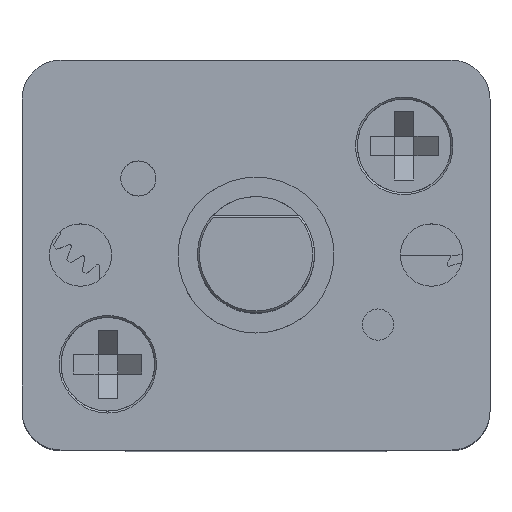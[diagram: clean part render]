
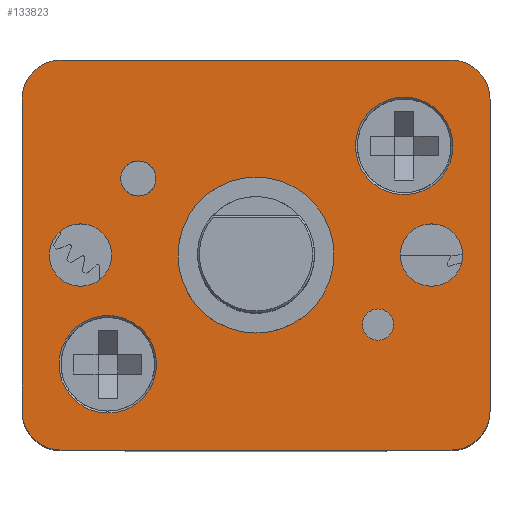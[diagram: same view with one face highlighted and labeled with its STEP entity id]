
A CAD part, top view. The second image highlights one B-rep face of the part: STEP entity #133823.
In plain terms, the highlighted planar face has unit normal (0, 0, 1).
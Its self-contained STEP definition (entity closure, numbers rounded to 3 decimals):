
#493 = AXIS2_PLACEMENT_3D ( 'NONE', #79884, #103880, #31711 ) ;
#1815 = CIRCLE ( 'NONE', #50682, 1. ) ;
#3329 = ORIENTED_EDGE ( 'NONE', *, *, #32809, .F. ) ;
#6131 = FACE_BOUND ( 'NONE', #10093, .T. ) ;
#6940 = DIRECTION ( 'NONE',  ( -1., 0., 0. ) ) ;
#10093 = EDGE_LOOP ( 'NONE', ( #15178 ) ) ;
#10778 = CARTESIAN_POINT ( 'NONE',  ( 6., -5., 12.5 ) ) ;
#10887 = ORIENTED_EDGE ( 'NONE', *, *, #147390, .F. ) ;
#14888 = EDGE_CURVE ( 'NONE', #37443, #70786, #151518, .T. ) ;
#15178 = ORIENTED_EDGE ( 'NONE', *, *, #127471, .T. ) ;
#15622 = CARTESIAN_POINT ( 'NONE',  ( 6., 5., 12.5 ) ) ;
#17609 = ORIENTED_EDGE ( 'NONE', *, *, #93040, .F. ) ;
#18544 = EDGE_LOOP ( 'NONE', ( #71680 ) ) ;
#18549 = VERTEX_POINT ( 'NONE', #59054 ) ;
#21776 = CIRCLE ( 'NONE', #493, 1.25 ) ;
#24097 = EDGE_CURVE ( 'NONE', #62388, #62388, #150551, .T. ) ;
#24550 = EDGE_CURVE ( 'NONE', #48464, #27312, #1815, .T. ) ;
#24720 = CARTESIAN_POINT ( 'NONE',  ( -5., 5., 12.5 ) ) ;
#24824 = DIRECTION ( 'NONE',  ( 0., 0., -1. ) ) ;
#25199 = ORIENTED_EDGE ( 'NONE', *, *, #107063, .T. ) ;
#25685 = CARTESIAN_POINT ( 'NONE',  ( -5.05, -2.8, 12.5 ) ) ;
#27312 = VERTEX_POINT ( 'NONE', #141760 ) ;
#28213 = DIRECTION ( 'NONE',  ( 1., 0., 0. ) ) ;
#28644 = AXIS2_PLACEMENT_3D ( 'NONE', #149940, #102847, #44027 ) ;
#28719 = CARTESIAN_POINT ( 'NONE',  ( 3.128, -1.782, 12.5 ) ) ;
#29526 = CARTESIAN_POINT ( 'NONE',  ( 0., 0., 12.5 ) ) ;
#29835 = VECTOR ( 'NONE', #69856, 1000. ) ;
#31711 = DIRECTION ( 'NONE',  ( -1., 0., 0. ) ) ;
#31715 = DIRECTION ( 'NONE',  ( 0., 0., -1. ) ) ;
#32722 = AXIS2_PLACEMENT_3D ( 'NONE', #36427, #71218, #117261 ) ;
#32789 = CARTESIAN_POINT ( 'NONE',  ( 5., -5., 12.5 ) ) ;
#32809 = EDGE_CURVE ( 'NONE', #70786, #114440, #65249, .T. ) ;
#32841 = AXIS2_PLACEMENT_3D ( 'NONE', #83448, #58882, #140759 ) ;
#33686 = FACE_BOUND ( 'NONE', #87647, .T. ) ;
#34975 = CARTESIAN_POINT ( 'NONE',  ( -3.7, 0., 12.5 ) ) ;
#35576 = ORIENTED_EDGE ( 'NONE', *, *, #126029, .T. ) ;
#36147 = CIRCLE ( 'NONE', #38831, 0.8 ) ;
#36427 = CARTESIAN_POINT ( 'NONE',  ( 5., -4., 12.5 ) ) ;
#37443 = VERTEX_POINT ( 'NONE', #84397 ) ;
#38831 = AXIS2_PLACEMENT_3D ( 'NONE', #93590, #106273, #82845 ) ;
#39480 = ORIENTED_EDGE ( 'NONE', *, *, #24550, .F. ) ;
#42379 = EDGE_CURVE ( 'NONE', #114440, #48464, #53887, .T. ) ;
#44027 = DIRECTION ( 'NONE',  ( 1., 0., 0. ) ) ;
#45810 = ORIENTED_EDGE ( 'NONE', *, *, #24097, .T. ) ;
#46228 = CIRCLE ( 'NONE', #49350, 2. ) ;
#48464 = VERTEX_POINT ( 'NONE', #125346 ) ;
#49082 = DIRECTION ( 'NONE',  ( 0., 0., -1. ) ) ;
#49350 = AXIS2_PLACEMENT_3D ( 'NONE', #29526, #89980, #6940 ) ;
#49386 = EDGE_LOOP ( 'NONE', ( #35576 ) ) ;
#50682 = AXIS2_PLACEMENT_3D ( 'NONE', #55352, #31715, #66045 ) ;
#50929 = VECTOR ( 'NONE', #98046, 1000. ) ;
#52205 = ORIENTED_EDGE ( 'NONE', *, *, #14888, .F. ) ;
#53887 = LINE ( 'NONE', #128152, #29835 ) ;
#54667 = VERTEX_POINT ( 'NONE', #71835 ) ;
#55183 = DIRECTION ( 'NONE',  ( 0., 1., 0. ) ) ;
#55352 = CARTESIAN_POINT ( 'NONE',  ( 5., 4., 12.5 ) ) ;
#58882 = DIRECTION ( 'NONE',  ( 0., 0., -1. ) ) ;
#59054 = CARTESIAN_POINT ( 'NONE',  ( -5., -5., 12.5 ) ) ;
#62284 = CIRCLE ( 'NONE', #32841, 1. ) ;
#62388 = VERTEX_POINT ( 'NONE', #34975 ) ;
#65249 = CIRCLE ( 'NONE', #116561, 1. ) ;
#65944 = EDGE_CURVE ( 'NONE', #67826, #67826, #21776, .T. ) ;
#66045 = DIRECTION ( 'NONE',  ( 1., 0., 0. ) ) ;
#66412 = DIRECTION ( 'NONE',  ( 0., 0., -1. ) ) ;
#66805 = AXIS2_PLACEMENT_3D ( 'NONE', #95060, #24824, #142110 ) ;
#67826 = VERTEX_POINT ( 'NONE', #105567 ) ;
#69336 = VERTEX_POINT ( 'NONE', #25685 ) ;
#69856 = DIRECTION ( 'NONE',  ( 1., 0., 0. ) ) ;
#70758 = CIRCLE ( 'NONE', #28644, 0.45 ) ;
#70786 = VERTEX_POINT ( 'NONE', #98629 ) ;
#71218 = DIRECTION ( 'NONE',  ( 0., 0., -1. ) ) ;
#71680 = ORIENTED_EDGE ( 'NONE', *, *, #117302, .T. ) ;
#71835 = CARTESIAN_POINT ( 'NONE',  ( 5.3, 0., 12.5 ) ) ;
#72300 = EDGE_CURVE ( 'NONE', #18549, #37443, #62284, .T. ) ;
#78827 = VERTEX_POINT ( 'NONE', #104096 ) ;
#79558 = FACE_OUTER_BOUND ( 'NONE', #112688, .T. ) ;
#79884 = CARTESIAN_POINT ( 'NONE',  ( 3.8, 2.8, 12.5 ) ) ;
#80527 = AXIS2_PLACEMENT_3D ( 'NONE', #143267, #49082, #130967 ) ;
#81798 = ORIENTED_EDGE ( 'NONE', *, *, #42379, .F. ) ;
#81984 = CIRCLE ( 'NONE', #80527, 1.25 ) ;
#82269 = PLANE ( 'NONE',  #66805 ) ;
#82544 = EDGE_CURVE ( 'NONE', #78827, #78827, #89019, .T. ) ;
#82629 = VERTEX_POINT ( 'NONE', #32789 ) ;
#82845 = DIRECTION ( 'NONE',  ( 1., 0., 0. ) ) ;
#83448 = CARTESIAN_POINT ( 'NONE',  ( -5., -4., 12.5 ) ) ;
#84397 = CARTESIAN_POINT ( 'NONE',  ( -6., -4., 12.5 ) ) ;
#87647 = EDGE_LOOP ( 'NONE', ( #131093 ) ) ;
#88628 = FACE_BOUND ( 'NONE', #18544, .T. ) ;
#89019 = CIRCLE ( 'NONE', #150167, 0.4 ) ;
#89565 = ORIENTED_EDGE ( 'NONE', *, *, #127935, .F. ) ;
#89980 = DIRECTION ( 'NONE',  ( 0., 0., -1. ) ) ;
#93040 = EDGE_CURVE ( 'NONE', #132894, #82629, #151055, .T. ) ;
#93535 = EDGE_LOOP ( 'NONE', ( #45810 ) ) ;
#93590 = CARTESIAN_POINT ( 'NONE',  ( 4.5, 0., 12.5 ) ) ;
#95060 = CARTESIAN_POINT ( 'NONE',  ( -6., 5., 12.5 ) ) ;
#96036 = FACE_BOUND ( 'NONE', #93535, .T. ) ;
#98046 = DIRECTION ( 'NONE',  ( 0., -1., 0. ) ) ;
#98075 = DIRECTION ( 'NONE',  ( 0., 0., -1. ) ) ;
#98377 = DIRECTION ( 'NONE',  ( 0., 0., -1. ) ) ;
#98629 = CARTESIAN_POINT ( 'NONE',  ( -6., 4., 12.5 ) ) ;
#99627 = FACE_BOUND ( 'NONE', #49386, .T. ) ;
#100191 = EDGE_LOOP ( 'NONE', ( #107652 ) ) ;
#102847 = DIRECTION ( 'NONE',  ( 0., 0., -1. ) ) ;
#103880 = DIRECTION ( 'NONE',  ( 0., 0., -1. ) ) ;
#104096 = CARTESIAN_POINT ( 'NONE',  ( 3.528, -1.782, 12.5 ) ) ;
#104214 = CARTESIAN_POINT ( 'NONE',  ( -6., -5., 12.5 ) ) ;
#105567 = CARTESIAN_POINT ( 'NONE',  ( 2.55, 2.8, 12.5 ) ) ;
#105939 = DIRECTION ( 'NONE',  ( -1., 0., 0. ) ) ;
#106273 = DIRECTION ( 'NONE',  ( 0., 0., -1. ) ) ;
#107063 = EDGE_CURVE ( 'NONE', #69336, #69336, #81984, .T. ) ;
#107591 = LINE ( 'NONE', #15622, #50929 ) ;
#107652 = ORIENTED_EDGE ( 'NONE', *, *, #65944, .T. ) ;
#112688 = EDGE_LOOP ( 'NONE', ( #52205, #151638, #89565, #17609, #10887, #39480, #81798, #3329 ) ) ;
#113762 = VECTOR ( 'NONE', #105939, 1000. ) ;
#113850 = CARTESIAN_POINT ( 'NONE',  ( 6., -4., 12.5 ) ) ;
#114440 = VERTEX_POINT ( 'NONE', #24720 ) ;
#116561 = AXIS2_PLACEMENT_3D ( 'NONE', #132864, #98075, #120158 ) ;
#117261 = DIRECTION ( 'NONE',  ( 1., 0., 0. ) ) ;
#117302 = EDGE_CURVE ( 'NONE', #54667, #54667, #36147, .T. ) ;
#117720 = AXIS2_PLACEMENT_3D ( 'NONE', #136535, #66412, #138062 ) ;
#117906 = CARTESIAN_POINT ( 'NONE',  ( -2., 0., 12.5 ) ) ;
#117915 = EDGE_LOOP ( 'NONE', ( #25199 ) ) ;
#120158 = DIRECTION ( 'NONE',  ( 1., 0., 0. ) ) ;
#125346 = CARTESIAN_POINT ( 'NONE',  ( 5., 5., 12.5 ) ) ;
#126029 = EDGE_CURVE ( 'NONE', #131587, #131587, #70758, .T. ) ;
#127471 = EDGE_CURVE ( 'NONE', #138969, #138969, #46228, .T. ) ;
#127935 = EDGE_CURVE ( 'NONE', #82629, #18549, #144876, .T. ) ;
#128152 = CARTESIAN_POINT ( 'NONE',  ( -6., 5., 12.5 ) ) ;
#129637 = CARTESIAN_POINT ( 'NONE',  ( -2.567, 1.964, 12.5 ) ) ;
#130967 = DIRECTION ( 'NONE',  ( -1., 0., 0. ) ) ;
#131093 = ORIENTED_EDGE ( 'NONE', *, *, #82544, .T. ) ;
#131587 = VERTEX_POINT ( 'NONE', #129637 ) ;
#132864 = CARTESIAN_POINT ( 'NONE',  ( -5., 4., 12.5 ) ) ;
#132894 = VERTEX_POINT ( 'NONE', #113850 ) ;
#133823 = ADVANCED_FACE ( 'NONE', ( #143585, #149173, #99627, #33686, #96036, #88628, #6131, #79558 ), #82269, .F. ) ;
#136535 = CARTESIAN_POINT ( 'NONE',  ( -4.5, 0., 12.5 ) ) ;
#136838 = VECTOR ( 'NONE', #55183, 1000. ) ;
#138062 = DIRECTION ( 'NONE',  ( 1., 0., 0. ) ) ;
#138969 = VERTEX_POINT ( 'NONE', #117906 ) ;
#140759 = DIRECTION ( 'NONE',  ( 1., 0., 0. ) ) ;
#141760 = CARTESIAN_POINT ( 'NONE',  ( 6., 4., 12.5 ) ) ;
#142110 = DIRECTION ( 'NONE',  ( 1., 0., 0. ) ) ;
#143267 = CARTESIAN_POINT ( 'NONE',  ( -3.8, -2.8, 12.5 ) ) ;
#143585 = FACE_BOUND ( 'NONE', #117915, .T. ) ;
#144876 = LINE ( 'NONE', #10778, #113762 ) ;
#147390 = EDGE_CURVE ( 'NONE', #27312, #132894, #107591, .T. ) ;
#149173 = FACE_BOUND ( 'NONE', #100191, .T. ) ;
#149940 = CARTESIAN_POINT ( 'NONE',  ( -3.017, 1.964, 12.5 ) ) ;
#150167 = AXIS2_PLACEMENT_3D ( 'NONE', #28719, #98377, #28213 ) ;
#150551 = CIRCLE ( 'NONE', #117720, 0.8 ) ;
#151055 = CIRCLE ( 'NONE', #32722, 1. ) ;
#151518 = LINE ( 'NONE', #104214, #136838 ) ;
#151638 = ORIENTED_EDGE ( 'NONE', *, *, #72300, .F. ) ;
